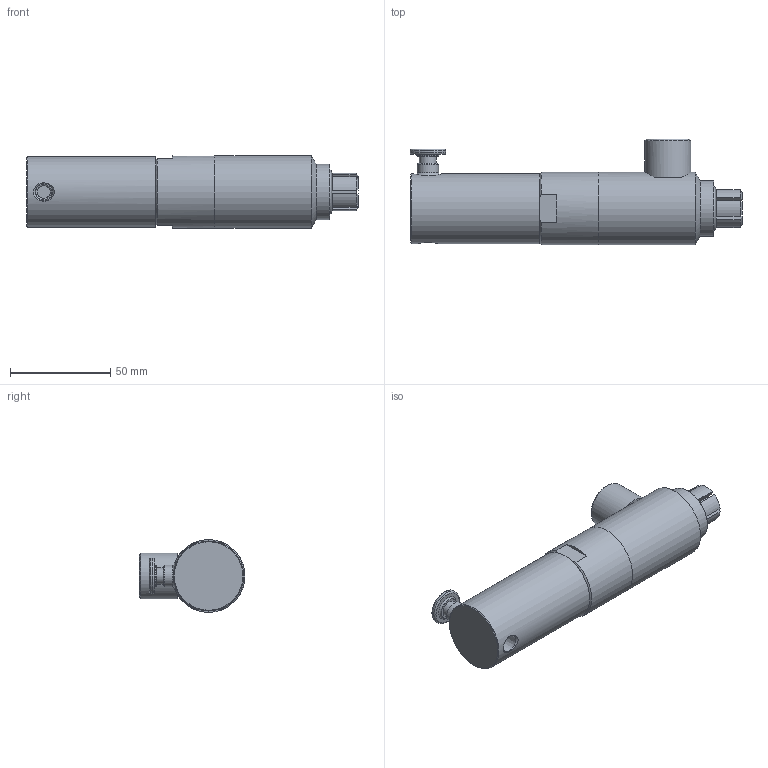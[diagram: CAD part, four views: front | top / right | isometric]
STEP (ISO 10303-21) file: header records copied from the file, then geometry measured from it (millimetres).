
FILE_DESCRIPTION(/* description */ (''),/* implementation_level */ '2;1');
FILE_NAME(/* name */ 'FNV-084061.stp',/* time_stamp */ '2013-09-05T15:19:20-05:00',/* author */ ('scottg'),/* organization */ ('FasTest,Inc.'),/* preprocessor_version */ 'ST-DEVELOPER v15.2',/* originating_system */ 'Autodesk Inventor 2014',/* authorisation */ '');
FILE_SCHEMA (('AUTOMOTIVE_DESIGN { 1 0 10303 214 3 1 1 }'));
Length unit declared in the file: inch
Products named in the file (1): FNV-084061
Bounding box: 165.2 x 52.7 x 36.2 mm (x, y, z)
Volume: 153462.4 mm3; surface area: 25366.1 mm2
Topology: 1 solids, 4 shells, 129 faces, 309 edges, 197 vertices
Faces by surface type: plane 60, cone 30, cylinder 30, torus 8, sphere 1
Full cylindrical faces by diameter (mm): 6.35 x1, 7.95 x1, 8.382 x1, 10.668 x2, 13.894 x1, 16.332 x2, 17.78 x1, 22.86 x1, 27.711 x1, 28.854 x1, 33.528 x1, 34.874 x1, 36.195 x2
Entity records: 3555 total; most frequent: CARTESIAN_POINT 833, DIRECTION 570, ORIENTED_EDGE 514, EDGE_CURVE 254, AXIS2_PLACEMENT_3D 241, EDGE_LOOP 182, VERTEX_POINT 182, ADVANCED_FACE 128
